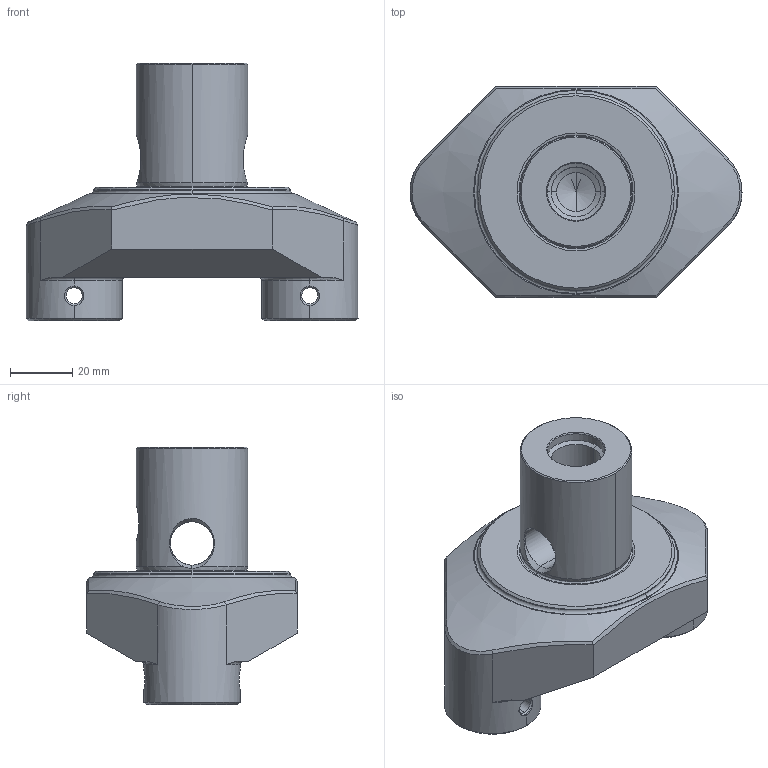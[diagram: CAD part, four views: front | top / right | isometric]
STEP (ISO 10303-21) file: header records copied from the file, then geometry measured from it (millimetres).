
FILE_DESCRIPTION(('no description'),'unknown implementation level');
FILE_NAME('11ED5587-7FE5-4471-8553-A332333500F9_export.stp',' ',('CIMSOURCE GmbH'),('CADClick - KiM GmbH - www.kimweb.de'),'unknown preprocess','ACIS','unknown authorization');
FILE_SCHEMA(('automotive_design'));
Length unit declared in the file: millimetre
Products named in the file (1): NONE
Bounding box: 107 x 68 x 83 mm (x, y, z)
Volume: 177434.5 mm3; surface area: 31042.9 mm2
Topology: 1 solids, 1 shells, 197 faces, 496 edges, 293 vertices
Faces by surface type: cone 73, cylinder 66, plane 38, torus 12, bspline 8
Entity records: 13479 total; most frequent: CARTESIAN_POINT 3291, DIRECTION 991, STYLED_ITEM 983, PRESENTATION_STYLE_ASSIGNMENT 983, COLOUR_RGB 983, ORIENTED_EDGE 982, EDGE_CURVE 491, CURVE_STYLE 491
